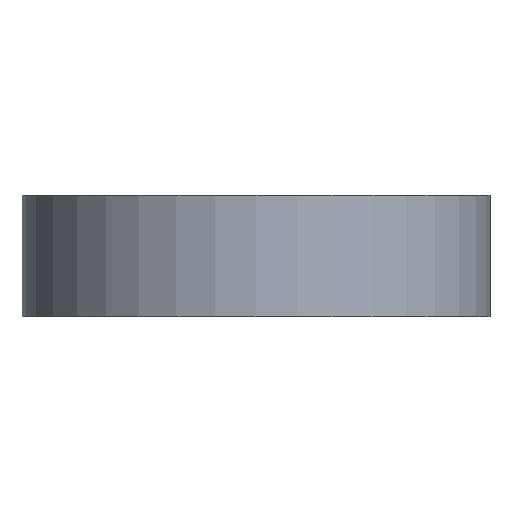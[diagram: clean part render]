
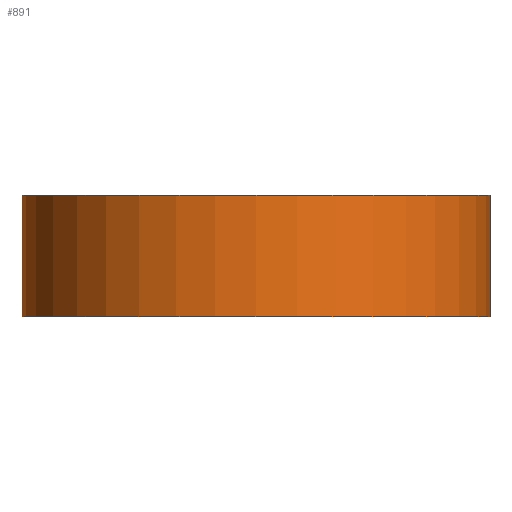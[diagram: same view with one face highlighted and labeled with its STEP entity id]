
A CAD part, front view. The second image highlights one B-rep face of the part: STEP entity #891.
In plain terms, the highlighted cylindrical face has radius 16.8 mm (diameter 33.6 mm), a full revolution.
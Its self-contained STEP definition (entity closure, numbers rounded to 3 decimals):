
#24=FACE_BOUND('',#195,.T.);
#27=CIRCLE('',#910,16.8);
#29=CIRCLE('',#914,16.8);
#78=CIRCLE('',#1002,16.8);
#79=CIRCLE('',#1004,16.8);
#140=FACE_OUTER_BOUND('',#194,.T.);
#194=EDGE_LOOP('',(#805,#806,#807,#808));
#195=EDGE_LOOP('',(#809,#810,#811,#812,#813,#814,#815,#816));
#207=LINE('',#1374,#277);
#213=LINE('',#1385,#283);
#267=LINE('',#1590,#337);
#277=VECTOR('',#1041,10.);
#283=VECTOR('',#1049,10.);
#337=VECTOR('',#1273,16.8);
#339=B_SPLINE_CURVE_WITH_KNOTS('',3,(#1293,#1294,#1295,#1296,#1297,#1298,
#1299,#1300,#1301,#1302),.UNSPECIFIED.,.F.,.F.,(4,2,2,2,4),(-0.077,
-0.057,-0.038,-0.019,0.),
 .UNSPECIFIED.);
#340=B_SPLINE_CURVE_WITH_KNOTS('',3,(#1317,#1318,#1319,#1320,#1321,#1322,
#1323,#1324,#1325,#1326),.UNSPECIFIED.,.F.,.F.,(4,2,2,2,4),(0.154,
0.172,0.191,0.211,0.231),
 .UNSPECIFIED.);
#341=B_SPLINE_CURVE_WITH_KNOTS('',3,(#1338,#1339,#1340,#1341,#1342,#1343,
#1344,#1345,#1346,#1347),.UNSPECIFIED.,.F.,.F.,(4,2,2,2,4),(0.077,
0.096,0.116,0.135,0.154),
 .UNSPECIFIED.);
#343=B_SPLINE_CURVE_WITH_KNOTS('',3,(#1363,#1364,#1365,#1366,#1367,#1368,
#1369,#1370,#1371,#1372),.UNSPECIFIED.,.F.,.F.,(4,2,2,2,4),(0.154,
0.172,0.191,0.211,0.231),
 .UNSPECIFIED.);
#346=VERTEX_POINT('',#1290);
#347=VERTEX_POINT('',#1292);
#349=VERTEX_POINT('',#1307);
#352=VERTEX_POINT('',#1314);
#353=VERTEX_POINT('',#1316);
#354=VERTEX_POINT('',#1329);
#357=VERTEX_POINT('',#1337);
#359=VERTEX_POINT('',#1361);
#428=VERTEX_POINT('',#1585);
#429=VERTEX_POINT('',#1588);
#432=EDGE_CURVE('',#346,#347,#339,.T.);
#436=EDGE_CURVE('',#346,#349,#27,.T.);
#439=EDGE_CURVE('',#352,#353,#340,.T.);
#441=EDGE_CURVE('',#354,#353,#29,.T.);
#445=EDGE_CURVE('',#354,#357,#341,.T.);
#449=EDGE_CURVE('',#359,#349,#343,.T.);
#450=EDGE_CURVE('',#359,#357,#207,.T.);
#456=EDGE_CURVE('',#352,#347,#213,.T.);
#557=EDGE_CURVE('',#428,#428,#78,.T.);
#558=EDGE_CURVE('',#429,#429,#79,.T.);
#559=EDGE_CURVE('',#429,#428,#267,.T.);
#805=ORIENTED_EDGE('',*,*,#558,.F.);
#806=ORIENTED_EDGE('',*,*,#559,.T.);
#807=ORIENTED_EDGE('',*,*,#557,.F.);
#808=ORIENTED_EDGE('',*,*,#559,.F.);
#809=ORIENTED_EDGE('',*,*,#456,.T.);
#810=ORIENTED_EDGE('',*,*,#432,.F.);
#811=ORIENTED_EDGE('',*,*,#436,.T.);
#812=ORIENTED_EDGE('',*,*,#449,.F.);
#813=ORIENTED_EDGE('',*,*,#450,.T.);
#814=ORIENTED_EDGE('',*,*,#445,.F.);
#815=ORIENTED_EDGE('',*,*,#441,.T.);
#816=ORIENTED_EDGE('',*,*,#439,.F.);
#847=CYLINDRICAL_SURFACE('',#1003,16.8);
#891=ADVANCED_FACE('',(#140,#24),#847,.T.);
#910=AXIS2_PLACEMENT_3D('',#1309,#1017,#1018);
#914=AXIS2_PLACEMENT_3D('',#1330,#1027,#1028);
#1002=AXIS2_PLACEMENT_3D('',#1586,#1267,#1268);
#1003=AXIS2_PLACEMENT_3D('',#1587,#1269,#1270);
#1004=AXIS2_PLACEMENT_3D('',#1589,#1271,#1272);
#1017=DIRECTION('center_axis',(0.,0.,-1.));
#1018=DIRECTION('ref_axis',(1.,0.,0.));
#1027=DIRECTION('center_axis',(0.,0.,1.));
#1028=DIRECTION('ref_axis',(1.,0.,0.));
#1041=DIRECTION('',(0.,0.,1.));
#1049=DIRECTION('',(0.,0.,-1.));
#1267=DIRECTION('center_axis',(0.,0.,-1.));
#1268=DIRECTION('ref_axis',(1.,0.,0.));
#1269=DIRECTION('center_axis',(0.,0.,1.));
#1270=DIRECTION('ref_axis',(1.,0.,0.));
#1271=DIRECTION('center_axis',(0.,0.,1.));
#1272=DIRECTION('ref_axis',(1.,0.,0.));
#1273=DIRECTION('',(0.,0.,-1.));
#1290=CARTESIAN_POINT('',(-4.515,16.182,0.));
#1292=CARTESIAN_POINT('',(-5.015,16.034,0.5));
#1293=CARTESIAN_POINT('Ctrl Pts',(-4.515,16.182,0.));
#1294=CARTESIAN_POINT('Ctrl Pts',(-4.578,16.164,0.));
#1295=CARTESIAN_POINT('Ctrl Pts',(-4.645,16.145,0.013));
#1296=CARTESIAN_POINT('Ctrl Pts',(-4.77,16.109,0.064));
#1297=CARTESIAN_POINT('Ctrl Pts',(-4.826,16.092,0.104));
#1298=CARTESIAN_POINT('Ctrl Pts',(-4.914,16.065,0.193));
#1299=CARTESIAN_POINT('Ctrl Pts',(-4.952,16.054,0.249));
#1300=CARTESIAN_POINT('Ctrl Pts',(-5.002,16.038,0.371));
#1301=CARTESIAN_POINT('Ctrl Pts',(-5.015,16.034,0.437));
#1302=CARTESIAN_POINT('Ctrl Pts',(-5.015,16.034,0.5));
#1307=CARTESIAN_POINT('',(4.515,16.182,0.));
#1309=CARTESIAN_POINT('Origin',(0.,0.,0.));
#1314=CARTESIAN_POINT('',(-5.015,16.034,4.41));
#1316=CARTESIAN_POINT('',(-4.515,16.182,4.91));
#1317=CARTESIAN_POINT('Ctrl Pts',(-5.015,16.034,4.41));
#1318=CARTESIAN_POINT('Ctrl Pts',(-5.015,16.034,4.473));
#1319=CARTESIAN_POINT('Ctrl Pts',(-5.002,16.038,4.539));
#1320=CARTESIAN_POINT('Ctrl Pts',(-4.952,16.054,4.661));
#1321=CARTESIAN_POINT('Ctrl Pts',(-4.914,16.065,4.717));
#1322=CARTESIAN_POINT('Ctrl Pts',(-4.826,16.092,4.806));
#1323=CARTESIAN_POINT('Ctrl Pts',(-4.77,16.109,4.846));
#1324=CARTESIAN_POINT('Ctrl Pts',(-4.645,16.145,4.897));
#1325=CARTESIAN_POINT('Ctrl Pts',(-4.578,16.164,4.91));
#1326=CARTESIAN_POINT('Ctrl Pts',(-4.515,16.182,4.91));
#1329=CARTESIAN_POINT('',(4.515,16.182,4.91));
#1330=CARTESIAN_POINT('Origin',(0.,0.,4.91));
#1337=CARTESIAN_POINT('',(5.015,16.034,4.41));
#1338=CARTESIAN_POINT('Ctrl Pts',(4.515,16.182,4.91));
#1339=CARTESIAN_POINT('Ctrl Pts',(4.578,16.164,4.91));
#1340=CARTESIAN_POINT('Ctrl Pts',(4.645,16.145,4.897));
#1341=CARTESIAN_POINT('Ctrl Pts',(4.769,16.109,4.846));
#1342=CARTESIAN_POINT('Ctrl Pts',(4.826,16.092,4.806));
#1343=CARTESIAN_POINT('Ctrl Pts',(4.914,16.065,4.717));
#1344=CARTESIAN_POINT('Ctrl Pts',(4.952,16.054,4.661));
#1345=CARTESIAN_POINT('Ctrl Pts',(5.002,16.038,4.539));
#1346=CARTESIAN_POINT('Ctrl Pts',(5.015,16.034,4.473));
#1347=CARTESIAN_POINT('Ctrl Pts',(5.015,16.034,4.41));
#1361=CARTESIAN_POINT('',(5.015,16.034,0.5));
#1363=CARTESIAN_POINT('Ctrl Pts',(5.015,16.034,0.5));
#1364=CARTESIAN_POINT('Ctrl Pts',(5.015,16.034,0.437));
#1365=CARTESIAN_POINT('Ctrl Pts',(5.002,16.038,0.371));
#1366=CARTESIAN_POINT('Ctrl Pts',(4.952,16.054,0.249));
#1367=CARTESIAN_POINT('Ctrl Pts',(4.914,16.065,0.193));
#1368=CARTESIAN_POINT('Ctrl Pts',(4.826,16.092,0.104));
#1369=CARTESIAN_POINT('Ctrl Pts',(4.769,16.109,0.064));
#1370=CARTESIAN_POINT('Ctrl Pts',(4.645,16.145,0.013));
#1371=CARTESIAN_POINT('Ctrl Pts',(4.578,16.164,0.));
#1372=CARTESIAN_POINT('Ctrl Pts',(4.515,16.182,0.));
#1374=CARTESIAN_POINT('',(5.015,16.034,0.));
#1385=CARTESIAN_POINT('',(-5.015,16.034,0.));
#1585=CARTESIAN_POINT('',(-16.8,0.,-2.2));
#1586=CARTESIAN_POINT('Origin',(0.,0.,-2.2));
#1587=CARTESIAN_POINT('Origin',(0.,0.,0.));
#1588=CARTESIAN_POINT('',(-16.8,0.,6.519));
#1589=CARTESIAN_POINT('Origin',(0.,0.,6.519));
#1590=CARTESIAN_POINT('',(-16.8,0.,0.));
